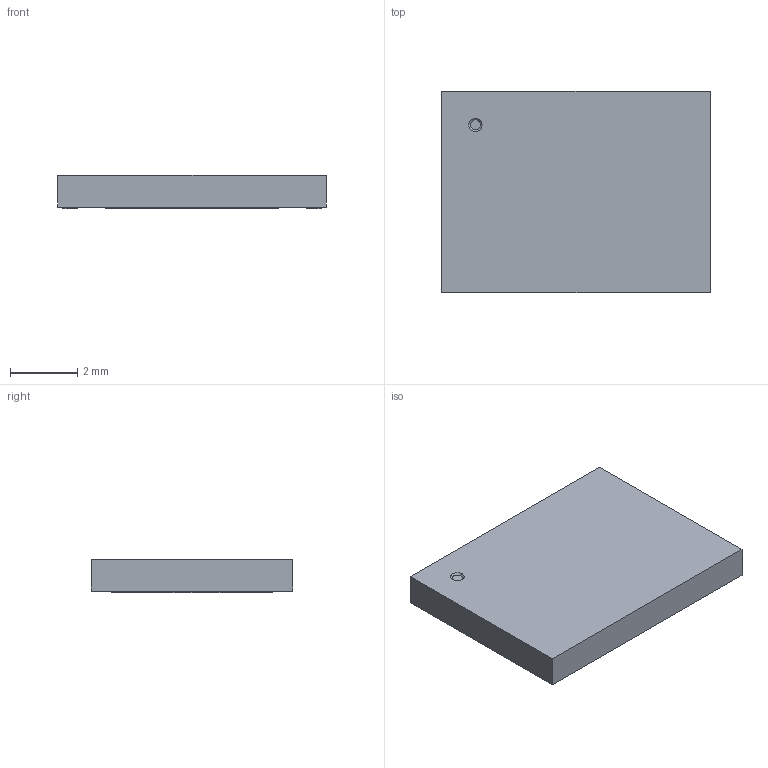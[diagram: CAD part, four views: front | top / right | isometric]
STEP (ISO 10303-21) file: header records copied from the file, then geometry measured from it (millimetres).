
FILE_DESCRIPTION(('FreeCAD Model'),'2;1');
FILE_NAME('User Library-vdfpn8-1.step', '2017-07-25T16:29:32',('kicad StepUp'),('ksu MCAD'), 'Open CASCADE STEP processor 6.8','FreeCAD','Unknown');
FILE_SCHEMA(('AUTOMOTIVE_DESIGN_CC2 { 1 2 10303 214 -1 1 5 4 }'));
Length unit declared in the file: millimetre
Products named in the file (2): ASSEMBLY; User_Library-vdfpn8-1
Assembly tree (1 placements, depth 2):
  ASSEMBLY
    User_Library-vdfpn8-1
Bounding box: 8 x 6 x 1 mm (x, y, z)
Volume: 46.9 mm3; surface area: 124.2 mm2
Topology: 1 solids, 1 shells, 58 faces, 138 edges, 92 vertices
Faces by surface type: plane 44, cylinder 12, cone 2
Entity records: 2108 total; most frequent: CARTESIAN_POINT 290, DIRECTION 286, ORIENTED_EDGE 276, EDGE_CURVE 138, LINE 110, VECTOR 110, VERTEX_POINT 92, AXIS2_PLACEMENT_3D 88
